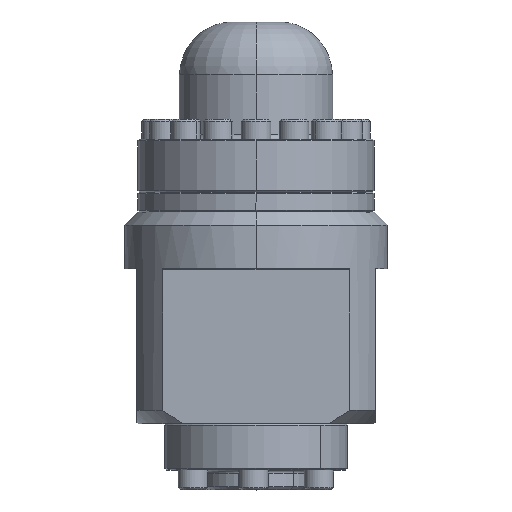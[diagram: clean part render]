
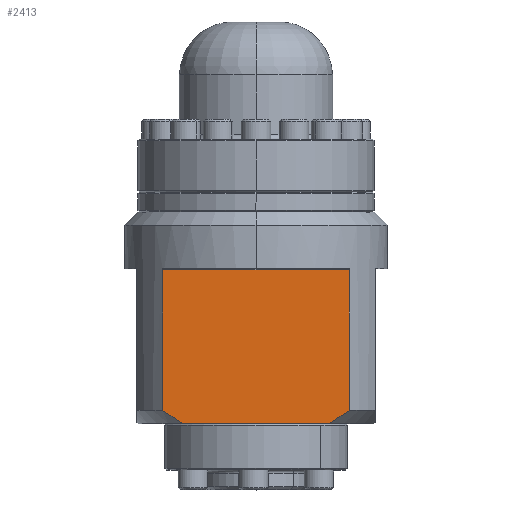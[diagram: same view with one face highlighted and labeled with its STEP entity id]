
A CAD part, top view. The second image highlights one B-rep face of the part: STEP entity #2413.
In plain terms, the highlighted planar face has unit normal (0, 0, 1).
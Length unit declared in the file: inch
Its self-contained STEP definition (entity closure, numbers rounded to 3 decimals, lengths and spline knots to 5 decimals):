
#438 = VERTEX_POINT ( 'NONE', #6365 ) ;
#930 = VERTEX_POINT ( 'NONE', #11228 ) ;
#1774 = EDGE_CURVE ( 'NONE', #2749, #438, #5660, .T. ) ;
#2413 = ADVANCED_FACE ( 'NONE', ( #13354 ), #7644, .T. ) ;
#2416 = DIRECTION ( 'NONE',  ( 0., -1., 0. ) ) ;
#2484 = CARTESIAN_POINT ( 'NONE',  ( -1.76429, 2.905, 1.75 ) ) ;
#2686 = B_SPLINE_CURVE_WITH_KNOTS ( 'NONE', 3,
 ( #3479, #14093, #3033, #12447 ),
 .UNSPECIFIED., .F., .F.,
 ( 4, 4 ),
 ( 0.05981, 0.07126 ),
 .UNSPECIFIED. ) ;
#2749 = VERTEX_POINT ( 'NONE', #2484 ) ;
#2829 = CARTESIAN_POINT ( 'NONE',  ( -2.48504, 0., 1.75 ) ) ;
#3033 = CARTESIAN_POINT ( 'NONE',  ( -1.51767, 0.07927, 1.75 ) ) ;
#3479 = CARTESIAN_POINT ( 'NONE',  ( -1.76429, 0.25, 1.75 ) ) ;
#4482 = VECTOR ( 'NONE', #10481, 39.37008 ) ;
#5231 = CARTESIAN_POINT ( 'NONE',  ( -2.48504, -0.68621, 1.75 ) ) ;
#5428 = B_SPLINE_CURVE_WITH_KNOTS ( 'NONE', 3,
 ( #8194, #8031, #6850, #11556 ),
 .UNSPECIFIED., .F., .F.,
 ( 4, 4 ),
 ( 0.05446, 0.06592 ),
 .UNSPECIFIED. ) ;
#5660 = LINE ( 'NONE', #14275, #6038 ) ;
#5698 = EDGE_CURVE ( 'NONE', #10654, #9944, #5428, .T. ) ;
#5700 = EDGE_CURVE ( 'NONE', #438, #7033, #2686, .T. ) ;
#5878 = EDGE_CURVE ( 'NONE', #9944, #7033, #7529, .T. ) ;
#6038 = VECTOR ( 'NONE', #2416, 39.37008 ) ;
#6148 = ORIENTED_EDGE ( 'NONE', *, *, #5698, .F. ) ;
#6365 = CARTESIAN_POINT ( 'NONE',  ( -1.76429, 0.25, 1.75 ) ) ;
#6606 = DIRECTION ( 'NONE',  ( 0., -1., 0. ) ) ;
#6850 = CARTESIAN_POINT ( 'NONE',  ( 1.51759, 0.07922, 1.75 ) ) ;
#7033 = VERTEX_POINT ( 'NONE', #9657 ) ;
#7071 = EDGE_LOOP ( 'NONE', ( #10584, #14568, #11831, #6148, #13447, #10852 ) ) ;
#7529 = LINE ( 'NONE', #2829, #13413 ) ;
#7644 = PLANE ( 'NONE',  #14507 ) ;
#8031 = CARTESIAN_POINT ( 'NONE',  ( 1.64191, 0.16311, 1.75 ) ) ;
#8194 = CARTESIAN_POINT ( 'NONE',  ( 1.76429, 0.25, 1.75 ) ) ;
#9010 = DIRECTION ( 'NONE',  ( 0., -1., 0. ) ) ;
#9657 = CARTESIAN_POINT ( 'NONE',  ( -1.39022, 0., 1.75 ) ) ;
#9719 = EDGE_CURVE ( 'NONE', #930, #10654, #10296, .T. ) ;
#9928 = DIRECTION ( 'NONE',  ( -1., 0., 0. ) ) ;
#9944 = VERTEX_POINT ( 'NONE', #12457 ) ;
#10296 = LINE ( 'NONE', #11360, #13078 ) ;
#10481 = DIRECTION ( 'NONE',  ( 1., 0., 0. ) ) ;
#10584 = ORIENTED_EDGE ( 'NONE', *, *, #1774, .T. ) ;
#10654 = VERTEX_POINT ( 'NONE', #12438 ) ;
#10852 = ORIENTED_EDGE ( 'NONE', *, *, #12461, .F. ) ;
#11007 = DIRECTION ( 'NONE',  ( 0., 0., 1. ) ) ;
#11108 = LINE ( 'NONE', #14056, #4482 ) ;
#11228 = CARTESIAN_POINT ( 'NONE',  ( 1.76429, 2.905, 1.75 ) ) ;
#11360 = CARTESIAN_POINT ( 'NONE',  ( 1.76429, 4.50871, 1.75 ) ) ;
#11556 = CARTESIAN_POINT ( 'NONE',  ( 1.39022, 0., 1.75 ) ) ;
#11831 = ORIENTED_EDGE ( 'NONE', *, *, #5878, .F. ) ;
#12438 = CARTESIAN_POINT ( 'NONE',  ( 1.76429, 0.25, 1.75 ) ) ;
#12447 = CARTESIAN_POINT ( 'NONE',  ( -1.39022, 0., 1.75 ) ) ;
#12457 = CARTESIAN_POINT ( 'NONE',  ( 1.39022, 0., 1.75 ) ) ;
#12461 = EDGE_CURVE ( 'NONE', #2749, #930, #11108, .T. ) ;
#13078 = VECTOR ( 'NONE', #9010, 39.37008 ) ;
#13354 = FACE_OUTER_BOUND ( 'NONE', #7071, .T. ) ;
#13413 = VECTOR ( 'NONE', #9928, 39.37008 ) ;
#13447 = ORIENTED_EDGE ( 'NONE', *, *, #9719, .F. ) ;
#14056 = CARTESIAN_POINT ( 'NONE',  ( -2.48504, 2.905, 1.75 ) ) ;
#14093 = CARTESIAN_POINT ( 'NONE',  ( -1.64198, 0.16316, 1.75 ) ) ;
#14275 = CARTESIAN_POINT ( 'NONE',  ( -1.76429, 4.50871, 1.75 ) ) ;
#14507 = AXIS2_PLACEMENT_3D ( 'NONE', #5231, #11007, #6606 ) ;
#14568 = ORIENTED_EDGE ( 'NONE', *, *, #5700, .T. ) ;
